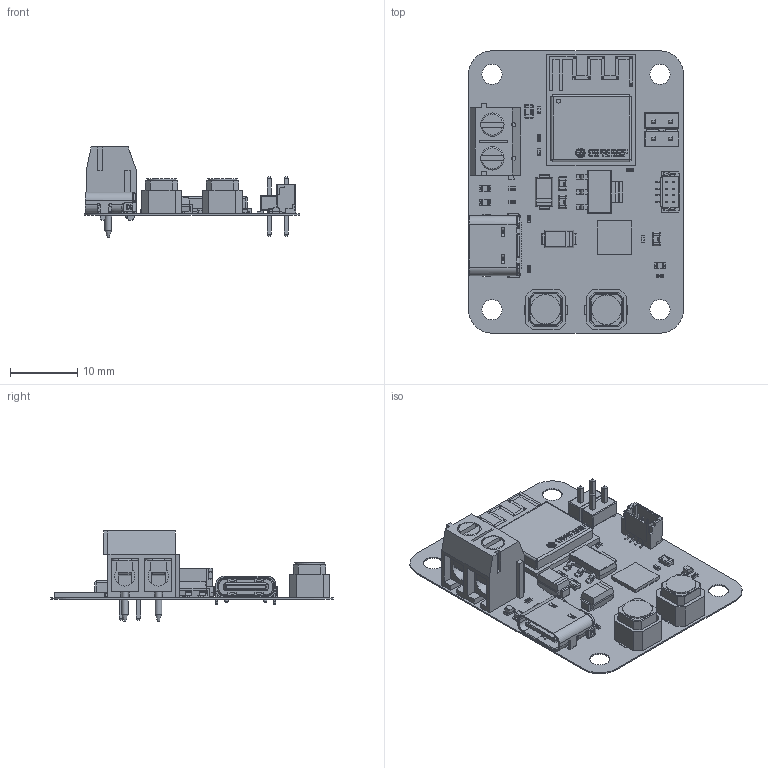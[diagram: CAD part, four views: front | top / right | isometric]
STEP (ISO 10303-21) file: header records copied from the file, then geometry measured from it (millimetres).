
FILE_DESCRIPTION(('Open CASCADE Model'),'2;1');
FILE_NAME('Open CASCADE Shape Model','2025-02-24T12:15:16',('Author'),( 'Open CASCADE'),'Open CASCADE STEP processor 7.5','Open CASCADE 7.5' ,'Unknown');
FILE_SCHEMA(('AUTOMOTIVE_DESIGN { 1 0 10303 214 1 1 1 1 }'));
Length unit declared in the file: millimetre
Products named in the file (80): PCB; Board; Open CASCADE STEP translator 7.5 8.1.1; RST; TP9210; LDR; X10; USB4105-15-A; NONE; ÇÐ³ý-À­Éì2; R8; User Library-R SMD 0402; User Library-R SMD 0402_0402 BODY; User Library-R SMD 0402_0402 PAD; User Library-R SMD 0402_0402 OPIS; R7; R2; R1; J3; 691102710002; 691502710002; 6911027100xx_CAGE; 6911027100xx_PIN; 6911027100xx_VIS; IC1; SOT-223; D5; 0603 LED Red; Pad; Pad005; Pad001; Pad004; Pad003; Lens; D4; DO-214AC SMA; D2; D1; C7; 0805 SMD Capacitor ...
Assembly tree (97 placements, depth 5):
  PCB
    Board
      Open CASCADE STEP translator 7.5 8.1.1
    RST
      TP9210
    LDR
      TP9210
    X10
      USB4105-15-A
        NONE
        ÇÐ³ý-À­Éì2
    R8
      User Library-R SMD 0402
        User Library-R SMD 0402_0402 BODY
        User Library-R SMD 0402_0402 PAD  x2
        User Library-R SMD 0402_0402 OPIS
    R7
      User Library-R SMD 0402
        User Library-R SMD 0402_0402 BODY
        User Library-R SMD 0402_0402 PAD  x2
        User Library-R SMD 0402_0402 OPIS
    R2
      User Library-R SMD 0402
        User Library-R SMD 0402_0402 BODY
        User Library-R SMD 0402_0402 PAD  x2
        User Library-R SMD 0402_0402 OPIS
    R1
      User Library-R SMD 0402
        User Library-R SMD 0402_0402 BODY
        User Library-R SMD 0402_0402 PAD  x2
        User Library-R SMD 0402_0402 OPIS
    J3
      691102710002
        691502710002
        6911027100xx_CAGE  x2
        6911027100xx_PIN  x2
        6911027100xx_VIS  x2
    IC1
      SOT-223
    D5
      0603 LED Red
        Pad
        Pad005
        Pad001
        Pad004
        Pad003
        Lens
    D4
      DO-214AC SMA
    D2
      DO-214AC SMA
    D1
      0603 LED Red
        Pad
        Pad005
        Pad001
        Pad004
        Pad003
        Lens
    C7
Bounding box: 32 x 42 x 13.4 mm (x, y, z)
Volume: 1649.2 mm3; surface area: 7272.4 mm2
Topology: 239 solids, 251 shells, 5979 faces, 16790 edges, 12810 vertices
Faces by surface type: plane 4293, cylinder 1074, bspline 500, sphere 44, cone 38, revolution 24, torus 6
Full cylindrical faces by diameter (mm): 0.204 x1, 0.25 x40, 0.5 x2, 0.6 x2, 0.605 x1, 0.65 x2, 1 x2, 1.02 x4, 1.3 x2, 2 x2, 2.5 x2, 2.75 x2, 3 x6, 3.5 x4, 4.4 x2
Entity records: 184776 total; most frequent: CARTESIAN_POINT 36930, ORIENTED_EDGE 24850, DIRECTION 24259, EDGE_CURVE 12425, LINE 11225, VECTOR 11225, VERTEX_POINT 8110, AXIS2_PLACEMENT_3D 6513
